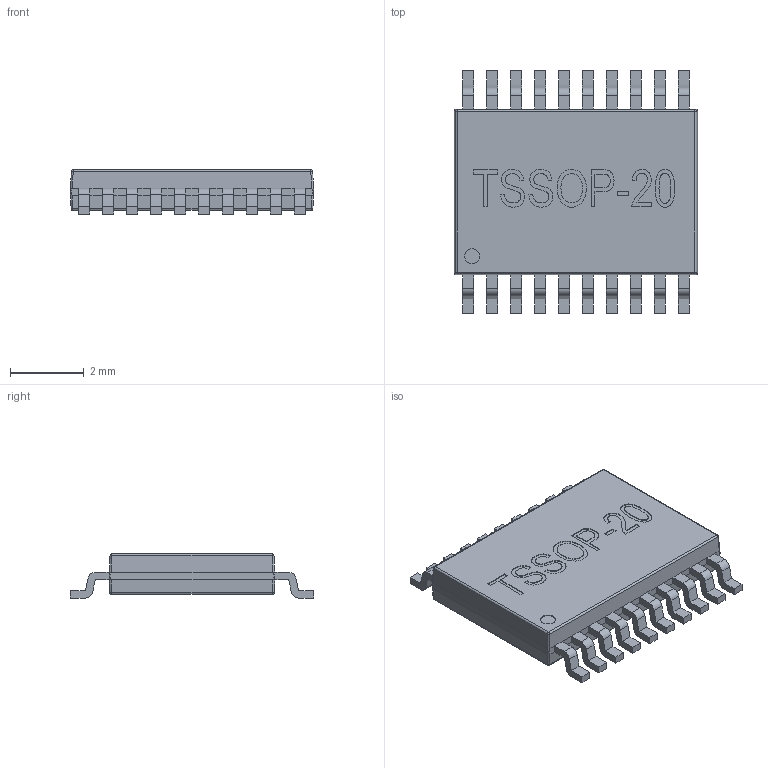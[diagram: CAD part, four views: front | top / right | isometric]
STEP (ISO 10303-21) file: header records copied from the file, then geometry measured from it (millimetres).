
FILE_DESCRIPTION(('FreeCAD Model'),'2;1');
FILE_NAME('User Library-tssop-20-1.step', '2017-03-08T08:44:54',('Author'),(''), 'Open CASCADE STEP processor 6.8','FreeCAD','Unknown');
FILE_SCHEMA(('AUTOMOTIVE_DESIGN_CC2 { 1 2 10303 214 -1 1 5 4 }'));
Length unit declared in the file: millimetre
Products named in the file (2): ASSEMBLY; User_Library-tssop-20-1
Assembly tree (1 placements, depth 2):
  ASSEMBLY
    User_Library-tssop-20-1
Bounding box: 6.6 x 6.6 x 1.2 mm (x, y, z)
Volume: 34.1 mm3; surface area: 110.5 mm2
Topology: 1 solids, 1 shells, 381 faces, 1005 edges, 630 vertices
Faces by surface type: plane 254, bspline 61, cylinder 58, sphere 8
Entity records: 40833 total; most frequent: CARTESIAN_POINT 19437, DIRECTION 3029, LINE 2125, VECTOR 2125, ORIENTED_EDGE 1994, PCURVE 1994, DEFINITIONAL_REPRESENTATION 1994, EDGE_CURVE 997
